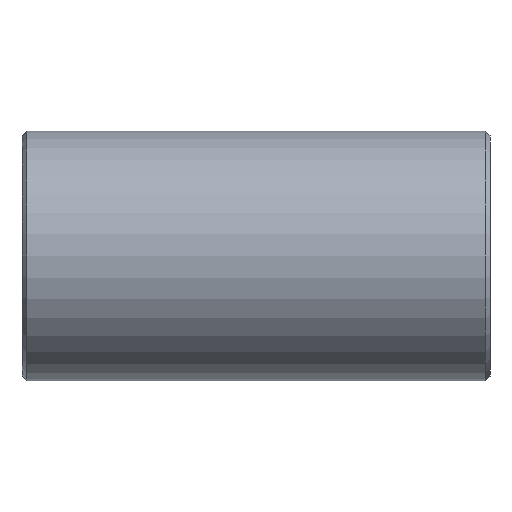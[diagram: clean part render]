
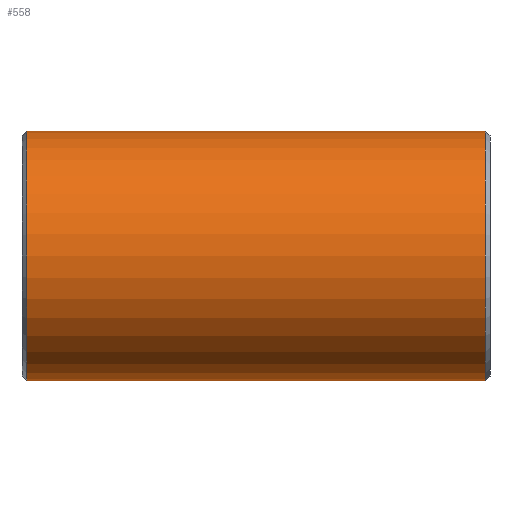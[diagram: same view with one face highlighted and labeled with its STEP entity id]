
A CAD part, front view. The second image highlights one B-rep face of the part: STEP entity #558.
In plain terms, the highlighted cylindrical face has radius 50.8 mm (diameter 101.6 mm), a partial arc.
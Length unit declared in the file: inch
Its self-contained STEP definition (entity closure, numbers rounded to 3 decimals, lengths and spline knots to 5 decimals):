
#5 = CARTESIAN_POINT ( 'NONE',  ( -3.67467, 0., 2. ) ) ;
#30 = EDGE_CURVE ( 'NONE', #741, #206, #495, .T. ) ;
#32 = CARTESIAN_POINT ( 'NONE',  ( 3.75, 0., -2. ) ) ;
#42 = FACE_OUTER_BOUND ( 'NONE', #738, .T. ) ;
#57 = EDGE_CURVE ( 'NONE', #769, #741, #459, .T. ) ;
#68 = CARTESIAN_POINT ( 'NONE',  ( 3.67467, 0., 2. ) ) ;
#92 = CARTESIAN_POINT ( 'NONE',  ( 3.75, 0., 2. ) ) ;
#104 = CARTESIAN_POINT ( 'NONE',  ( 3.67467, 0., 0. ) ) ;
#147 = LINE ( 'NONE', #32, #655 ) ;
#159 = DIRECTION ( 'NONE',  ( 0., 0., -1. ) ) ;
#206 = VERTEX_POINT ( 'NONE', #249 ) ;
#224 = CARTESIAN_POINT ( 'NONE',  ( 3.75, 0., 0. ) ) ;
#232 = CIRCLE ( 'NONE', #411, 2. ) ;
#249 = CARTESIAN_POINT ( 'NONE',  ( -3.67467, 0., -2. ) ) ;
#280 = DIRECTION ( 'NONE',  ( 1., 0., 0. ) ) ;
#299 = AXIS2_PLACEMENT_3D ( 'NONE', #224, #535, #641 ) ;
#330 = DIRECTION ( 'NONE',  ( 0., 0., 1. ) ) ;
#344 = DIRECTION ( 'NONE',  ( -1., 0., 0. ) ) ;
#385 = ORIENTED_EDGE ( 'NONE', *, *, #30, .T. ) ;
#400 = CARTESIAN_POINT ( 'NONE',  ( -3.67467, 0., 0. ) ) ;
#407 = ORIENTED_EDGE ( 'NONE', *, *, #57, .T. ) ;
#411 = AXIS2_PLACEMENT_3D ( 'NONE', #104, #344, #159 ) ;
#427 = EDGE_CURVE ( 'NONE', #584, #769, #232, .T. ) ;
#453 = DIRECTION ( 'NONE',  ( -1., 0., 0. ) ) ;
#459 = LINE ( 'NONE', #92, #464 ) ;
#464 = VECTOR ( 'NONE', #526, 39.37008 ) ;
#495 = CIRCLE ( 'NONE', #699, 2. ) ;
#526 = DIRECTION ( 'NONE',  ( -1., 0., 0. ) ) ;
#535 = DIRECTION ( 'NONE',  ( -1., 0., 0. ) ) ;
#558 = ADVANCED_FACE ( 'NONE', ( #42 ), #589, .T. ) ;
#584 = VERTEX_POINT ( 'NONE', #743 ) ;
#589 = CYLINDRICAL_SURFACE ( 'NONE', #299, 2. ) ;
#641 = DIRECTION ( 'NONE',  ( 0., 0., 1. ) ) ;
#655 = VECTOR ( 'NONE', #453, 39.37008 ) ;
#674 = EDGE_CURVE ( 'NONE', #584, #206, #147, .T. ) ;
#682 = ORIENTED_EDGE ( 'NONE', *, *, #674, .F. ) ;
#697 = ORIENTED_EDGE ( 'NONE', *, *, #427, .T. ) ;
#699 = AXIS2_PLACEMENT_3D ( 'NONE', #400, #280, #330 ) ;
#738 = EDGE_LOOP ( 'NONE', ( #682, #697, #407, #385 ) ) ;
#741 = VERTEX_POINT ( 'NONE', #5 ) ;
#743 = CARTESIAN_POINT ( 'NONE',  ( 3.67467, 0., -2. ) ) ;
#769 = VERTEX_POINT ( 'NONE', #68 ) ;
